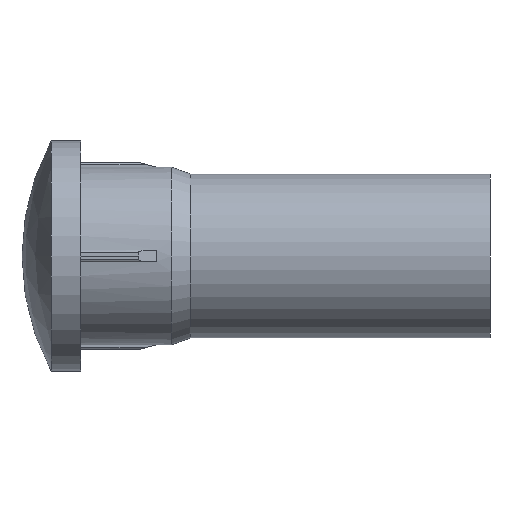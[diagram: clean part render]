
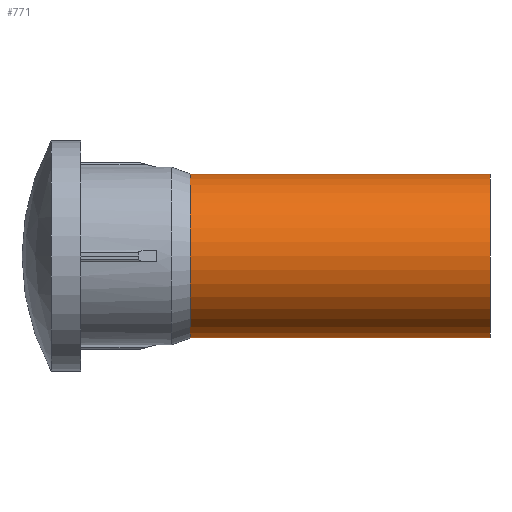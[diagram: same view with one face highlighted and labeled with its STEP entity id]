
A CAD part, left-side view. The second image highlights one B-rep face of the part: STEP entity #771.
In plain terms, the highlighted cylindrical face has radius 1.778 mm (diameter 3.556 mm), a partial arc.
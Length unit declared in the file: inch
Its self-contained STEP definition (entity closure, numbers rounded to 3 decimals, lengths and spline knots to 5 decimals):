
#11 = FACE_OUTER_BOUND ( 'NONE', #679, .T. ) ;
#19 = CARTESIAN_POINT ( 'NONE',  ( 0., -0.18, -0.07 ) ) ;
#79 = DIRECTION ( 'NONE',  ( 0., 0., -1. ) ) ;
#92 = CARTESIAN_POINT ( 'NONE',  ( 0., -0.2, -0.07 ) ) ;
#136 = DIRECTION ( 'NONE',  ( 0., -1., 0. ) ) ;
#170 = CARTESIAN_POINT ( 'NONE',  ( 0., -0.2, 0. ) ) ;
#182 = DIRECTION ( 'NONE',  ( 0., -1., 0. ) ) ;
#303 = AXIS2_PLACEMENT_3D ( 'NONE', #170, #182, #713 ) ;
#304 = EDGE_CURVE ( 'NONE', #400, #1046, #413, .T. ) ;
#370 = EDGE_CURVE ( 'NONE', #776, #1223, #557, .T. ) ;
#374 = CARTESIAN_POINT ( 'NONE',  ( 0., 0.056, -0.07 ) ) ;
#388 = DIRECTION ( 'NONE',  ( 0., -1., 0. ) ) ;
#400 = VERTEX_POINT ( 'NONE', #374 ) ;
#413 = LINE ( 'NONE', #19, #1226 ) ;
#459 = CARTESIAN_POINT ( 'NONE',  ( 0., -0.2, 0.07 ) ) ;
#476 = DIRECTION ( 'NONE',  ( 0., -1., 0. ) ) ;
#512 = DIRECTION ( 'NONE',  ( 0., -1., 0. ) ) ;
#535 = CYLINDRICAL_SURFACE ( 'NONE', #1370, 0.07 ) ;
#557 = LINE ( 'NONE', #667, #1091 ) ;
#605 = EDGE_CURVE ( 'NONE', #776, #400, #795, .T. ) ;
#621 = ORIENTED_EDGE ( 'NONE', *, *, #304, .T. ) ;
#667 = CARTESIAN_POINT ( 'NONE',  ( 0., -0.18, 0.07 ) ) ;
#679 = EDGE_LOOP ( 'NONE', ( #824, #1204, #621, #747 ) ) ;
#713 = DIRECTION ( 'NONE',  ( 0., 0., -1. ) ) ;
#720 = CARTESIAN_POINT ( 'NONE',  ( 0., 0.056, 0.07 ) ) ;
#747 = ORIENTED_EDGE ( 'NONE', *, *, #863, .F. ) ;
#771 = ADVANCED_FACE ( 'NONE', ( #11 ), #535, .T. ) ;
#776 = VERTEX_POINT ( 'NONE', #720 ) ;
#795 = CIRCLE ( 'NONE', #808, 0.07 ) ;
#808 = AXIS2_PLACEMENT_3D ( 'NONE', #1260, #512, #79 ) ;
#815 = CARTESIAN_POINT ( 'NONE',  ( 0., -0.18, 0. ) ) ;
#824 = ORIENTED_EDGE ( 'NONE', *, *, #370, .F. ) ;
#863 = EDGE_CURVE ( 'NONE', #1223, #1046, #1309, .T. ) ;
#925 = DIRECTION ( 'NONE',  ( 0., 0., -1. ) ) ;
#1046 = VERTEX_POINT ( 'NONE', #92 ) ;
#1091 = VECTOR ( 'NONE', #136, 39.37008 ) ;
#1204 = ORIENTED_EDGE ( 'NONE', *, *, #605, .T. ) ;
#1223 = VERTEX_POINT ( 'NONE', #459 ) ;
#1226 = VECTOR ( 'NONE', #476, 39.37008 ) ;
#1260 = CARTESIAN_POINT ( 'NONE',  ( 0., 0.056, 0. ) ) ;
#1309 = CIRCLE ( 'NONE', #303, 0.07 ) ;
#1370 = AXIS2_PLACEMENT_3D ( 'NONE', #815, #388, #925 ) ;
